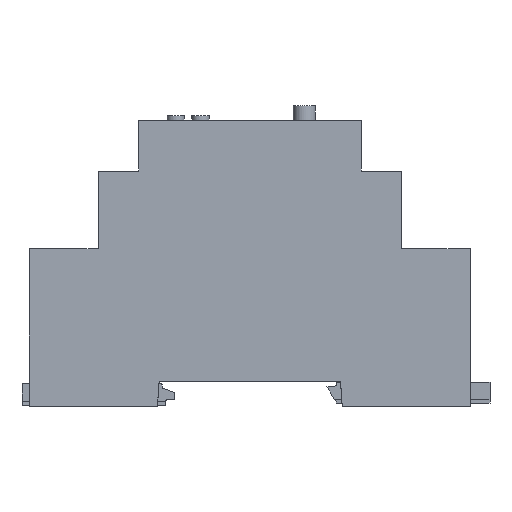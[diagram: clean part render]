
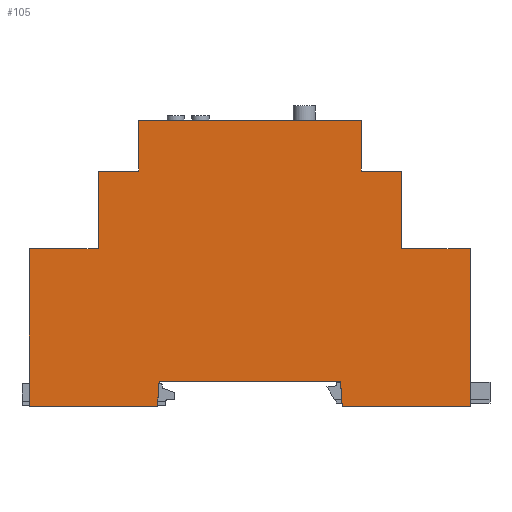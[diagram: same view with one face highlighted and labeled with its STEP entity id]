
A CAD part, left-side view. The second image highlights one B-rep face of the part: STEP entity #105.
In plain terms, the highlighted planar face has unit normal (-1, 0, 0).
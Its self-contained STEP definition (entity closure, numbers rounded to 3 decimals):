
#105=ADVANCED_FACE('',(#7341),#7343,.T.);
#7341=FACE_BOUND('',#7342,.T.);
#7342=EDGE_LOOP('',(#13977,#13978,#13979,#13980,#13981,#13982,#13983,#13984,#13985,
#13986,#13987,#13988,#13989,#13990,#13991,#13992));
#7343=PLANE('',#7344);
#7344=AXIS2_PLACEMENT_3D('',#7345,#7346,#7347);
#7345=CARTESIAN_POINT('',(-35.5,0.,0.));
#7346=DIRECTION('',(-1.,0.,0.));
#7347=DIRECTION('',(0.,0.,-1.));
#13977=ORIENTED_EDGE('',*,*,#19186,.T.);
#13978=ORIENTED_EDGE('',*,*,#19187,.T.);
#13979=ORIENTED_EDGE('',*,*,#19188,.T.);
#13980=ORIENTED_EDGE('',*,*,#19189,.T.);
#13981=ORIENTED_EDGE('',*,*,#19190,.T.);
#13982=ORIENTED_EDGE('',*,*,#19191,.T.);
#13983=ORIENTED_EDGE('',*,*,#19192,.T.);
#13984=ORIENTED_EDGE('',*,*,#19169,.T.);
#13985=ORIENTED_EDGE('',*,*,#19185,.T.);
#13986=ORIENTED_EDGE('',*,*,#19193,.T.);
#13987=ORIENTED_EDGE('',*,*,#19194,.T.);
#13988=ORIENTED_EDGE('',*,*,#19195,.T.);
#13989=ORIENTED_EDGE('',*,*,#19196,.T.);
#13990=ORIENTED_EDGE('',*,*,#19197,.T.);
#13991=ORIENTED_EDGE('',*,*,#19198,.T.);
#13992=ORIENTED_EDGE('',*,*,#19177,.T.);
#19169=EDGE_CURVE('',#21897,#21895,#21898,.T.);
#19177=EDGE_CURVE('',#21907,#21911,#21913,.T.);
#19185=EDGE_CURVE('',#21895,#21926,#21928,.T.);
#19186=EDGE_CURVE('',#21911,#21929,#21930,.T.);
#19187=EDGE_CURVE('',#21929,#21931,#21932,.T.);
#19188=EDGE_CURVE('',#21931,#21933,#21934,.T.);
#19189=EDGE_CURVE('',#21933,#21935,#21936,.T.);
#19190=EDGE_CURVE('',#21935,#21937,#21938,.T.);
#19191=EDGE_CURVE('',#21937,#21939,#21940,.T.);
#19192=EDGE_CURVE('',#21939,#21897,#21941,.T.);
#19193=EDGE_CURVE('',#21926,#21942,#21943,.T.);
#19194=EDGE_CURVE('',#21942,#21944,#21945,.T.);
#19195=EDGE_CURVE('',#21944,#21946,#21947,.T.);
#19196=EDGE_CURVE('',#21946,#21948,#21949,.T.);
#19197=EDGE_CURVE('',#21948,#21950,#21951,.T.);
#19198=EDGE_CURVE('',#21950,#21907,#21952,.T.);
#21895=VERTEX_POINT('',#25885);
#21897=VERTEX_POINT('',#25889);
#21898=LINE('',#25890,#25891);
#21907=VERTEX_POINT('',#25911);
#21911=VERTEX_POINT('',#25919);
#21913=LINE('',#25923,#25924);
#21926=VERTEX_POINT('',#25955);
#21928=LINE('',#25959,#25960);
#21929=VERTEX_POINT('',#25962);
#21930=LINE('',#25963,#25964);
#21931=VERTEX_POINT('',#25966);
#21932=LINE('',#25967,#25968);
#21933=VERTEX_POINT('',#25970);
#21934=LINE('',#25971,#25972);
#21935=VERTEX_POINT('',#25974);
#21936=LINE('',#25975,#25976);
#21937=VERTEX_POINT('',#25978);
#21938=LINE('',#25979,#25980);
#21939=VERTEX_POINT('',#25982);
#21940=LINE('',#25983,#25984);
#21941=LINE('',#25986,#25987);
#21942=VERTEX_POINT('',#25989);
#21943=LINE('',#25990,#25991);
#21944=VERTEX_POINT('',#25993);
#21945=LINE('',#25994,#25995);
#21946=VERTEX_POINT('',#25997);
#21947=LINE('',#25998,#25999);
#21948=VERTEX_POINT('',#26001);
#21949=LINE('',#26002,#26003);
#21950=VERTEX_POINT('',#26005);
#21951=LINE('',#26006,#26007);
#21952=LINE('',#26009,#26010);
#25885=CARTESIAN_POINT('',(-35.5,-30.7,26.878));
#25889=CARTESIAN_POINT('',(-35.5,-44.6,26.878));
#25890=CARTESIAN_POINT('',(-35.5,-44.6,26.878));
#25891=VECTOR('',#25892,1.);
#25892=DIRECTION('',(0.,1.,0.));
#25911=CARTESIAN_POINT('',(-35.5,30.7,26.878));
#25919=CARTESIAN_POINT('',(-35.5,44.6,26.878));
#25923=CARTESIAN_POINT('',(-35.5,30.7,26.878));
#25924=VECTOR('',#25925,1.);
#25925=DIRECTION('',(0.,1.,0.));
#25955=CARTESIAN_POINT('',(-35.5,-30.7,42.606));
#25959=CARTESIAN_POINT('',(-35.5,-30.7,26.878));
#25960=VECTOR('',#25961,1.);
#25961=DIRECTION('',(0.,0.,1.));
#25962=CARTESIAN_POINT('',(-35.5,44.6,-4.987));
#25963=CARTESIAN_POINT('',(-35.5,44.6,26.878));
#25964=VECTOR('',#25965,1.);
#25965=DIRECTION('',(0.,0.,-1.));
#25966=CARTESIAN_POINT('',(-35.5,18.7,-4.987));
#25967=CARTESIAN_POINT('',(-35.5,44.6,-4.987));
#25968=VECTOR('',#25969,1.);
#25969=DIRECTION('',(0.,-1.,0.));
#25970=CARTESIAN_POINT('',(-35.5,18.351,0.));
#25971=CARTESIAN_POINT('',(-35.5,18.7,-4.987));
#25972=VECTOR('',#25973,1.);
#25973=DIRECTION('',(0.,-0.07,0.998));
#25974=CARTESIAN_POINT('',(-35.5,-18.351,0.));
#25975=CARTESIAN_POINT('',(-35.5,18.351,0.));
#25976=VECTOR('',#25977,1.);
#25977=DIRECTION('',(0.,-1.,0.));
#25978=CARTESIAN_POINT('',(-35.5,-18.7,-4.987));
#25979=CARTESIAN_POINT('',(-35.5,-18.351,0.));
#25980=VECTOR('',#25981,1.);
#25981=DIRECTION('',(0.,-0.07,-0.998));
#25982=CARTESIAN_POINT('',(-35.5,-44.6,-4.987));
#25983=CARTESIAN_POINT('',(-35.5,-18.7,-4.987));
#25984=VECTOR('',#25985,1.);
#25985=DIRECTION('',(0.,-1.,0.));
#25986=CARTESIAN_POINT('',(-35.5,-44.6,-4.987));
#25987=VECTOR('',#25988,1.);
#25988=DIRECTION('',(0.,0.,1.));
#25989=CARTESIAN_POINT('',(-35.5,-22.5,42.606));
#25990=CARTESIAN_POINT('',(-35.5,-30.7,42.606));
#25991=VECTOR('',#25992,1.);
#25992=DIRECTION('',(0.,1.,0.));
#25993=CARTESIAN_POINT('',(-35.5,-22.5,52.804));
#25994=CARTESIAN_POINT('',(-35.5,-22.5,42.606));
#25995=VECTOR('',#25996,1.);
#25996=DIRECTION('',(0.,0.,1.));
#25997=CARTESIAN_POINT('',(-35.5,22.5,52.804));
#25998=CARTESIAN_POINT('',(-35.5,-22.5,52.804));
#25999=VECTOR('',#26000,1.);
#26000=DIRECTION('',(0.,1.,0.));
#26001=CARTESIAN_POINT('',(-35.5,22.5,42.606));
#26002=CARTESIAN_POINT('',(-35.5,22.5,52.804));
#26003=VECTOR('',#26004,1.);
#26004=DIRECTION('',(0.,0.,-1.));
#26005=CARTESIAN_POINT('',(-35.5,30.7,42.606));
#26006=CARTESIAN_POINT('',(-35.5,22.5,42.606));
#26007=VECTOR('',#26008,1.);
#26008=DIRECTION('',(0.,1.,0.));
#26009=CARTESIAN_POINT('',(-35.5,30.7,42.606));
#26010=VECTOR('',#26011,1.);
#26011=DIRECTION('',(0.,0.,-1.));
